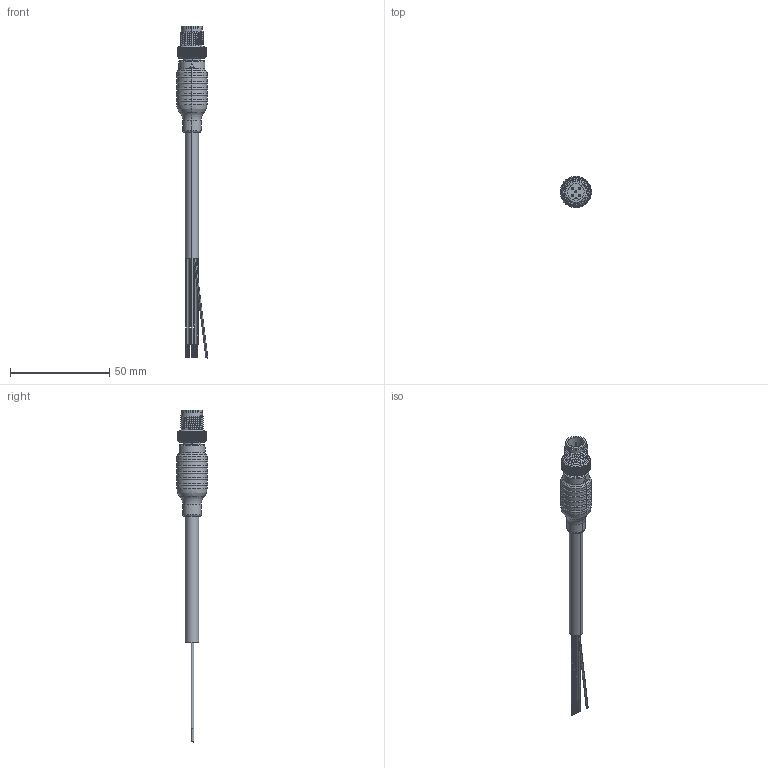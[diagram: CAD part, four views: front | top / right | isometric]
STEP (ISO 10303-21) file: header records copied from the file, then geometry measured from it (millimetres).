
FILE_DESCRIPTION((''),'2;1');
FILE_NAME('255770_SM01_ASM','2026-03-20T10:43:06',('banengservice'),('BANNER ENGINEERING'),'CREO PARAMETRIC BY PTC INC, 2022414','CREO PARAMETRIC BY PTC INC, 2022414','');
FILE_SCHEMA(('CONFIG_CONTROL_DESIGN'));
Length unit declared in the file: millimetre
Products named in the file (2): 255770_EP01; 255770_SM01_ASM
Assembly tree (1 placements, depth 2):
  255770_SM01_ASM
    255770_EP01
Bounding box: 15.86 x 15.77 x 167.05 mm (x, y, z)
Volume: 9088.4 mm3; surface area: 6350.7 mm2
Topology: 1 solids, 1 shells, 451 faces, 1248 edges, 813 vertices
Faces by surface type: cylinder 272, plane 127, torus 24, sphere 10, cone 10, bspline 8
Entity records: 18759 total; most frequent: CARTESIAN_POINT 7736, ORIENTED_EDGE 2476, DIRECTION 2083, EDGE_CURVE 1238, AXIS2_PLACEMENT_3D 825, VERTEX_POINT 813, EDGE_LOOP 477, FACE_OUTER_BOUND 451
